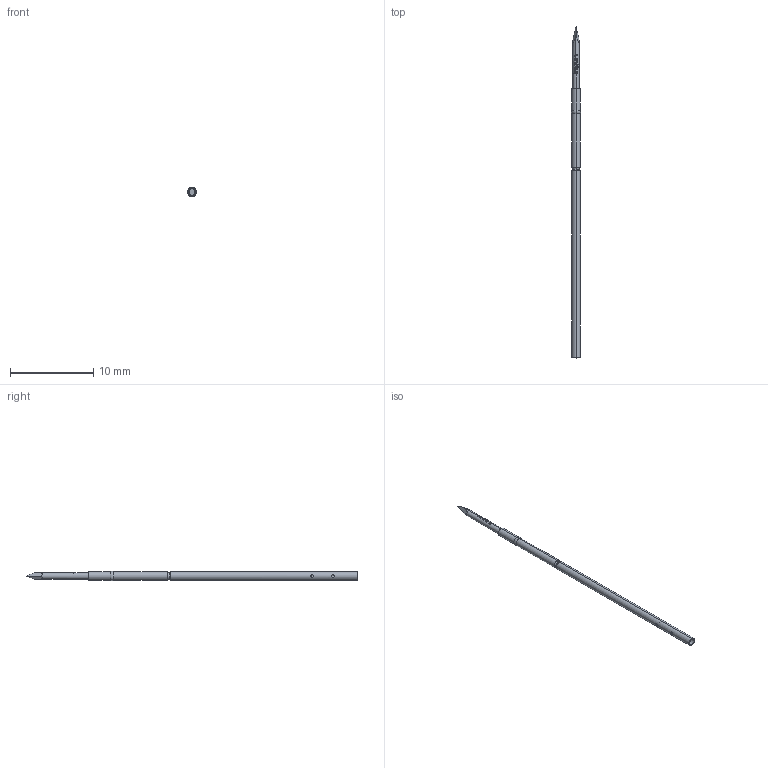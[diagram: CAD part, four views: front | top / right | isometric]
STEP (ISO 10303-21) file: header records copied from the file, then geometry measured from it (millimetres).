
FILE_DESCRIPTION (( 'STEP AP203' ), '1' );
FILE_NAME ('INGUN_GKS-181_291_080_N_xx03.STEP', '2022-01-26T13:24:39', ( 'ochi' ), ( '' ), 'SwSTEP 2.0', 'SolidWorks 2018', '' );
FILE_SCHEMA (( 'CONFIG_CONTROL_DESIGN' ));
Length unit declared in the file: millimetre
Products named in the file (1): INGUN_GKS-181_291_080_N_xx03
Bounding box: 1.08 x 39.8 x 1.1 mm (x, y, z)
Volume: 25.6 mm3; surface area: 132.1 mm2
Topology: 1 solids, 1 shells, 109 faces, 275 edges, 179 vertices
Faces by surface type: bspline 60, plane 23, cylinder 20, torus 6
Entity records: 5652 total; most frequent: CARTESIAN_POINT 3532, ORIENTED_EDGE 550, EDGE_CURVE 275, DIRECTION 207, B_SPLINE_CURVE_WITH_KNOTS 206, VERTEX_POINT 179, EDGE_LOOP 120, FACE_OUTER_BOUND 109
